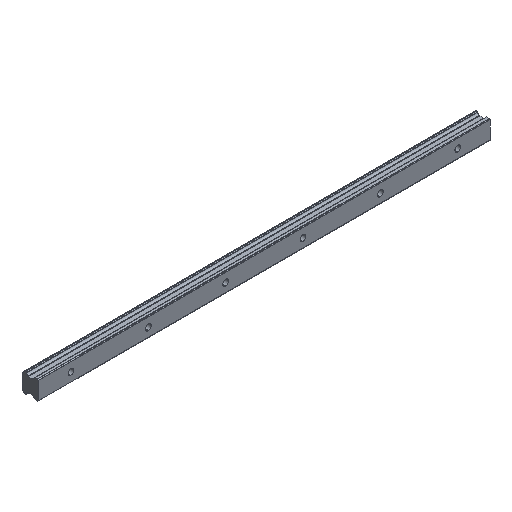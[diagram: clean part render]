
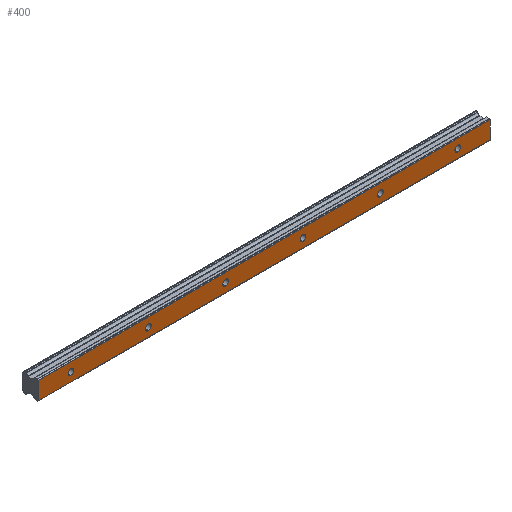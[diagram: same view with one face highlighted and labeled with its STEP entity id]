
A CAD part, isometric view. The second image highlights one B-rep face of the part: STEP entity #400.
In plain terms, the highlighted planar face has unit normal (0, -1, 0).
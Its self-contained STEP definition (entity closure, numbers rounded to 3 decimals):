
#21 = CARTESIAN_POINT ( 'NONE',  ( 0., 0., 2.25 ) ) ;
#25 = FACE_BOUND ( 'NONE', #2313, .T. ) ;
#27 = AXIS2_PLACEMENT_3D ( 'NONE', #729, #359, #2108 ) ;
#28 = ORIENTED_EDGE ( 'NONE', *, *, #1339, .F. ) ;
#50 = VERTEX_POINT ( 'NONE', #121 ) ;
#55 = EDGE_LOOP ( 'NONE', ( #351, #725 ) ) ;
#68 = VECTOR ( 'NONE', #1289, 1000. ) ;
#73 = DIRECTION ( 'NONE',  ( 0., 0., 1. ) ) ;
#79 = DIRECTION ( 'NONE',  ( 0., -1., 0. ) ) ;
#89 = CARTESIAN_POINT ( 'NONE',  ( 300., 0., -2.25 ) ) ;
#109 = EDGE_CURVE ( 'NONE', #2405, #2111, #2410, .T. ) ;
#110 = VECTOR ( 'NONE', #535, 1000. ) ;
#116 = CARTESIAN_POINT ( 'NONE',  ( 0., 0., 0. ) ) ;
#121 = CARTESIAN_POINT ( 'NONE',  ( 240., 0., -2.25 ) ) ;
#124 = FACE_BOUND ( 'NONE', #2078, .T. ) ;
#132 = CARTESIAN_POINT ( 'NONE',  ( 325., 0., 6.786 ) ) ;
#149 = DIRECTION ( 'NONE',  ( 0., -1., 0. ) ) ;
#154 = ORIENTED_EDGE ( 'NONE', *, *, #1352, .F. ) ;
#185 = EDGE_CURVE ( 'NONE', #923, #1688, #1643, .T. ) ;
#206 = EDGE_LOOP ( 'NONE', ( #994, #1441, #154, #2407 ) ) ;
#241 = VERTEX_POINT ( 'NONE', #562 ) ;
#248 = CARTESIAN_POINT ( 'NONE',  ( 240., 0., 2.25 ) ) ;
#249 = EDGE_LOOP ( 'NONE', ( #267, #2360 ) ) ;
#250 = EDGE_CURVE ( 'NONE', #927, #657, #2124, .T. ) ;
#267 = ORIENTED_EDGE ( 'NONE', *, *, #185, .F. ) ;
#269 = CIRCLE ( 'NONE', #831, 2.25 ) ;
#273 = DIRECTION ( 'NONE',  ( 0., -1., 0. ) ) ;
#277 = ORIENTED_EDGE ( 'NONE', *, *, #2012, .F. ) ;
#335 = CARTESIAN_POINT ( 'NONE',  ( 240., 0., 0. ) ) ;
#350 = CIRCLE ( 'NONE', #1080, 2.25 ) ;
#351 = ORIENTED_EDGE ( 'NONE', *, *, #1826, .F. ) ;
#359 = DIRECTION ( 'NONE',  ( 0., -1., 0. ) ) ;
#384 = LINE ( 'NONE', #2102, #110 ) ;
#386 = CARTESIAN_POINT ( 'NONE',  ( 325., 0., -6.786 ) ) ;
#400 = ADVANCED_FACE ( 'NONE', ( #1755, #25, #789, #124, #2026, #1630, #1458 ), #2237, .F. ) ;
#401 = ORIENTED_EDGE ( 'NONE', *, *, #1840, .F. ) ;
#434 = AXIS2_PLACEMENT_3D ( 'NONE', #2272, #527, #2082 ) ;
#497 = AXIS2_PLACEMENT_3D ( 'NONE', #893, #1913, #1126 ) ;
#501 = EDGE_CURVE ( 'NONE', #1681, #1658, #2091, .T. ) ;
#511 = LINE ( 'NONE', #1299, #1807 ) ;
#513 = CARTESIAN_POINT ( 'NONE',  ( 120., 0., 0. ) ) ;
#527 = DIRECTION ( 'NONE',  ( 0., -1., 0. ) ) ;
#535 = DIRECTION ( 'NONE',  ( 1., 0., 0. ) ) ;
#542 = AXIS2_PLACEMENT_3D ( 'NONE', #667, #2280, #738 ) ;
#562 = CARTESIAN_POINT ( 'NONE',  ( -25., 0., 6.786 ) ) ;
#574 = EDGE_CURVE ( 'NONE', #2111, #2405, #269, .T. ) ;
#582 = AXIS2_PLACEMENT_3D ( 'NONE', #2054, #2404, #2215 ) ;
#651 = DIRECTION ( 'NONE',  ( 0., -1., 0. ) ) ;
#657 = VERTEX_POINT ( 'NONE', #772 ) ;
#667 = CARTESIAN_POINT ( 'NONE',  ( 300., 0., 0. ) ) ;
#725 = ORIENTED_EDGE ( 'NONE', *, *, #501, .F. ) ;
#729 = CARTESIAN_POINT ( 'NONE',  ( 180., 0., 0. ) ) ;
#731 = ORIENTED_EDGE ( 'NONE', *, *, #574, .F. ) ;
#734 = DIRECTION ( 'NONE',  ( 0., 0., 1. ) ) ;
#738 = DIRECTION ( 'NONE',  ( 0., 0., 1. ) ) ;
#770 = VERTEX_POINT ( 'NONE', #1899 ) ;
#772 = CARTESIAN_POINT ( 'NONE',  ( -25., 0., -6.786 ) ) ;
#789 = FACE_BOUND ( 'NONE', #249, .T. ) ;
#792 = CARTESIAN_POINT ( 'NONE',  ( 180., 0., 2.25 ) ) ;
#800 = ORIENTED_EDGE ( 'NONE', *, *, #2119, .F. ) ;
#810 = EDGE_CURVE ( 'NONE', #1688, #923, #1640, .T. ) ;
#831 = AXIS2_PLACEMENT_3D ( 'NONE', #891, #1257, #2072 ) ;
#839 = CARTESIAN_POINT ( 'NONE',  ( 300., 0., 2.25 ) ) ;
#845 = DIRECTION ( 'NONE',  ( 0., 0., 1. ) ) ;
#871 = ORIENTED_EDGE ( 'NONE', *, *, #109, .F. ) ;
#881 = EDGE_CURVE ( 'NONE', #938, #770, #1284, .T. ) ;
#888 = CIRCLE ( 'NONE', #434, 2.25 ) ;
#891 = CARTESIAN_POINT ( 'NONE',  ( 180., 0., 0. ) ) ;
#893 = CARTESIAN_POINT ( 'NONE',  ( 120., 0., 0. ) ) ;
#923 = VERTEX_POINT ( 'NONE', #839 ) ;
#927 = VERTEX_POINT ( 'NONE', #2494 ) ;
#938 = VERTEX_POINT ( 'NONE', #1240 ) ;
#994 = ORIENTED_EDGE ( 'NONE', *, *, #250, .F. ) ;
#1043 = AXIS2_PLACEMENT_3D ( 'NONE', #1581, #1781, #2353 ) ;
#1080 = AXIS2_PLACEMENT_3D ( 'NONE', #116, #651, #845 ) ;
#1126 = DIRECTION ( 'NONE',  ( 0., 0., 1. ) ) ;
#1127 = DIRECTION ( 'NONE',  ( 0., -1., 0. ) ) ;
#1173 = DIRECTION ( 'NONE',  ( -1., 0., 0. ) ) ;
#1206 = CIRCLE ( 'NONE', #2330, 2.25 ) ;
#1209 = AXIS2_PLACEMENT_3D ( 'NONE', #335, #149, #734 ) ;
#1219 = CARTESIAN_POINT ( 'NONE',  ( 0., 0., -2.25 ) ) ;
#1240 = CARTESIAN_POINT ( 'NONE',  ( 120., 0., -2.25 ) ) ;
#1254 = DIRECTION ( 'NONE',  ( 0., 0., 1. ) ) ;
#1257 = DIRECTION ( 'NONE',  ( 0., -1., 0. ) ) ;
#1284 = CIRCLE ( 'NONE', #497, 2.25 ) ;
#1289 = DIRECTION ( 'NONE',  ( 0., 0., -1. ) ) ;
#1295 = EDGE_CURVE ( 'NONE', #2450, #927, #1620, .T. ) ;
#1296 = CIRCLE ( 'NONE', #1407, 2.25 ) ;
#1299 = CARTESIAN_POINT ( 'NONE',  ( -25., 0., 6.786 ) ) ;
#1339 = EDGE_CURVE ( 'NONE', #770, #938, #1206, .T. ) ;
#1352 = EDGE_CURVE ( 'NONE', #241, #2450, #384, .T. ) ;
#1375 = EDGE_LOOP ( 'NONE', ( #871, #731 ) ) ;
#1407 = AXIS2_PLACEMENT_3D ( 'NONE', #2008, #273, #73 ) ;
#1441 = ORIENTED_EDGE ( 'NONE', *, *, #1295, .F. ) ;
#1447 = EDGE_LOOP ( 'NONE', ( #28, #1898 ) ) ;
#1458 = FACE_BOUND ( 'NONE', #55, .T. ) ;
#1483 = CIRCLE ( 'NONE', #1209, 2.25 ) ;
#1515 = DIRECTION ( 'NONE',  ( 0., 0., 1. ) ) ;
#1528 = DIRECTION ( 'NONE',  ( 0., 0., 1. ) ) ;
#1581 = CARTESIAN_POINT ( 'NONE',  ( 300., 0., 0. ) ) ;
#1620 = LINE ( 'NONE', #1838, #68 ) ;
#1630 = FACE_BOUND ( 'NONE', #1447, .T. ) ;
#1640 = CIRCLE ( 'NONE', #1043, 2.25 ) ;
#1643 = CIRCLE ( 'NONE', #542, 2.25 ) ;
#1658 = VERTEX_POINT ( 'NONE', #2025 ) ;
#1681 = VERTEX_POINT ( 'NONE', #2214 ) ;
#1688 = VERTEX_POINT ( 'NONE', #89 ) ;
#1697 = EDGE_CURVE ( 'NONE', #1945, #1875, #350, .T. ) ;
#1704 = DIRECTION ( 'NONE',  ( 0., -1., 0. ) ) ;
#1755 = FACE_OUTER_BOUND ( 'NONE', #206, .T. ) ;
#1781 = DIRECTION ( 'NONE',  ( 0., -1., 0. ) ) ;
#1807 = VECTOR ( 'NONE', #1515, 1000. ) ;
#1826 = EDGE_CURVE ( 'NONE', #1658, #1681, #2010, .T. ) ;
#1838 = CARTESIAN_POINT ( 'NONE',  ( 325., 0., 6.786 ) ) ;
#1840 = EDGE_CURVE ( 'NONE', #50, #2328, #1483, .T. ) ;
#1858 = EDGE_CURVE ( 'NONE', #657, #241, #511, .T. ) ;
#1875 = VERTEX_POINT ( 'NONE', #21 ) ;
#1896 = DIRECTION ( 'NONE',  ( 0., 0., 1. ) ) ;
#1898 = ORIENTED_EDGE ( 'NONE', *, *, #881, .F. ) ;
#1899 = CARTESIAN_POINT ( 'NONE',  ( 120., 0., 2.25 ) ) ;
#1913 = DIRECTION ( 'NONE',  ( 0., -1., 0. ) ) ;
#1945 = VERTEX_POINT ( 'NONE', #1219 ) ;
#2008 = CARTESIAN_POINT ( 'NONE',  ( 0., 0., 0. ) ) ;
#2010 = CIRCLE ( 'NONE', #2448, 2.25 ) ;
#2012 = EDGE_CURVE ( 'NONE', #1875, #1945, #1296, .T. ) ;
#2025 = CARTESIAN_POINT ( 'NONE',  ( 60., 0., 2.25 ) ) ;
#2026 = FACE_BOUND ( 'NONE', #1375, .T. ) ;
#2054 = CARTESIAN_POINT ( 'NONE',  ( 325., 0., 6.786 ) ) ;
#2072 = DIRECTION ( 'NONE',  ( 0., 0., 1. ) ) ;
#2078 = EDGE_LOOP ( 'NONE', ( #800, #401 ) ) ;
#2082 = DIRECTION ( 'NONE',  ( 0., 0., 1. ) ) ;
#2084 = CARTESIAN_POINT ( 'NONE',  ( 60., 0., 0. ) ) ;
#2091 = CIRCLE ( 'NONE', #2373, 2.25 ) ;
#2102 = CARTESIAN_POINT ( 'NONE',  ( 325., 0., 6.786 ) ) ;
#2108 = DIRECTION ( 'NONE',  ( 0., 0., 1. ) ) ;
#2111 = VERTEX_POINT ( 'NONE', #2261 ) ;
#2119 = EDGE_CURVE ( 'NONE', #2328, #50, #888, .T. ) ;
#2124 = LINE ( 'NONE', #386, #2208 ) ;
#2208 = VECTOR ( 'NONE', #1173, 1000. ) ;
#2214 = CARTESIAN_POINT ( 'NONE',  ( 60., 0., -2.25 ) ) ;
#2215 = DIRECTION ( 'NONE',  ( 0., 0., 1. ) ) ;
#2237 = PLANE ( 'NONE',  #582 ) ;
#2251 = CARTESIAN_POINT ( 'NONE',  ( 60., 0., 0. ) ) ;
#2261 = CARTESIAN_POINT ( 'NONE',  ( 180., 0., -2.25 ) ) ;
#2272 = CARTESIAN_POINT ( 'NONE',  ( 240., 0., 0. ) ) ;
#2280 = DIRECTION ( 'NONE',  ( 0., -1., 0. ) ) ;
#2313 = EDGE_LOOP ( 'NONE', ( #277, #2444 ) ) ;
#2328 = VERTEX_POINT ( 'NONE', #248 ) ;
#2330 = AXIS2_PLACEMENT_3D ( 'NONE', #513, #79, #1254 ) ;
#2353 = DIRECTION ( 'NONE',  ( 0., 0., 1. ) ) ;
#2360 = ORIENTED_EDGE ( 'NONE', *, *, #810, .F. ) ;
#2373 = AXIS2_PLACEMENT_3D ( 'NONE', #2084, #1127, #1896 ) ;
#2404 = DIRECTION ( 'NONE',  ( 0., 1., 0. ) ) ;
#2405 = VERTEX_POINT ( 'NONE', #792 ) ;
#2407 = ORIENTED_EDGE ( 'NONE', *, *, #1858, .F. ) ;
#2410 = CIRCLE ( 'NONE', #27, 2.25 ) ;
#2444 = ORIENTED_EDGE ( 'NONE', *, *, #1697, .F. ) ;
#2448 = AXIS2_PLACEMENT_3D ( 'NONE', #2251, #1704, #1528 ) ;
#2450 = VERTEX_POINT ( 'NONE', #132 ) ;
#2494 = CARTESIAN_POINT ( 'NONE',  ( 325., 0., -6.786 ) ) ;
